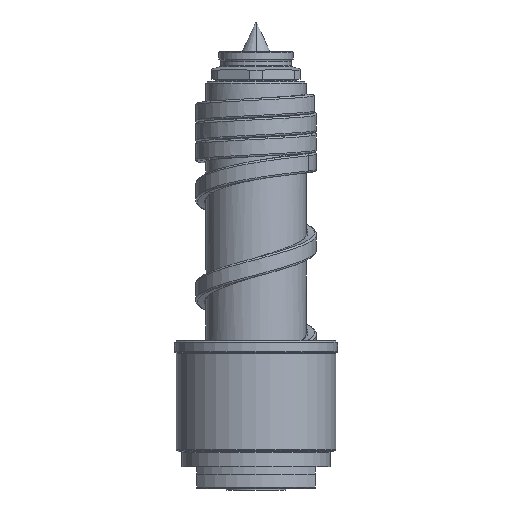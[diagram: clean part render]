
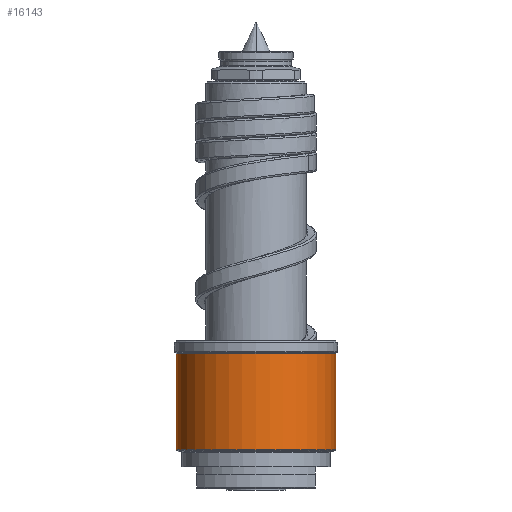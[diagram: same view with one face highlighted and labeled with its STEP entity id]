
A CAD part, front view. The second image highlights one B-rep face of the part: STEP entity #16143.
In plain terms, the highlighted cylindrical face has radius 21.5 mm (diameter 43 mm), a partial arc.
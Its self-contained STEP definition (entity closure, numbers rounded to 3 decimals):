
#6077=CARTESIAN_POINT('',(0.,0.,10.583));
#6078=DIRECTION('',(0.,0.,1.));
#6079=DIRECTION('',(-1.,0.,0.));
#6080=AXIS2_PLACEMENT_3D('',#6077,#6078,#6079);
#6082=DIRECTION('',(0.,0.,-1.));
#6083=VECTOR('',#6082,25.834);
#6084=CARTESIAN_POINT('',(-21.5,0.,36.417));
#6085=LINE('',#6084,#6083);
#6086=CARTESIAN_POINT('',(0.,0.,36.417));
#6087=DIRECTION('',(0.,0.,1.));
#6088=DIRECTION('',(-1.,0.,0.));
#6089=AXIS2_PLACEMENT_3D('',#6086,#6087,#6088);
#6091=DIRECTION('',(0.,0.,-1.));
#6092=VECTOR('',#6091,25.834);
#6093=CARTESIAN_POINT('',(21.5,0.,36.417));
#6094=LINE('',#6093,#6092);
#6435=CARTESIAN_POINT('',(21.5,0.,36.417));
#6436=CARTESIAN_POINT('',(-21.5,0.,36.417));
#6437=VERTEX_POINT('',#6435);
#6438=VERTEX_POINT('',#6436);
#6461=CARTESIAN_POINT('',(21.5,0.,10.583));
#6462=VERTEX_POINT('',#6461);
#6463=CARTESIAN_POINT('',(-21.5,0.,10.583));
#6464=VERTEX_POINT('',#6463);
#16131=CARTESIAN_POINT('',(0.,0.,8.5));
#16132=DIRECTION('',(0.,0.,1.));
#16133=DIRECTION('',(-1.,0.,0.));
#16134=AXIS2_PLACEMENT_3D('',#16131,#16132,#16133);
#16135=CYLINDRICAL_SURFACE('',#16134,21.5);
#16136=ORIENTED_EDGE('',*,*,#13786,.F.);
#16137=ORIENTED_EDGE('',*,*,#13767,.F.);
#16139=ORIENTED_EDGE('',*,*,#16138,.T.);
#16140=ORIENTED_EDGE('',*,*,#13763,.T.);
#16141=EDGE_LOOP('',(#16136,#16137,#16139,#16140));
#16142=FACE_OUTER_BOUND('',#16141,.F.);
#6081=CIRCLE('',#6080,21.5);
#6090=CIRCLE('',#6089,21.5);
#13763=EDGE_CURVE('',#6437,#6462,#6094,.T.);
#13767=EDGE_CURVE('',#6438,#6464,#6085,.T.);
#13786=EDGE_CURVE('',#6464,#6462,#6081,.T.);
#16138=EDGE_CURVE('',#6438,#6437,#6090,.T.);
#16143=ADVANCED_FACE('',(#16142),#16135,.T.);
